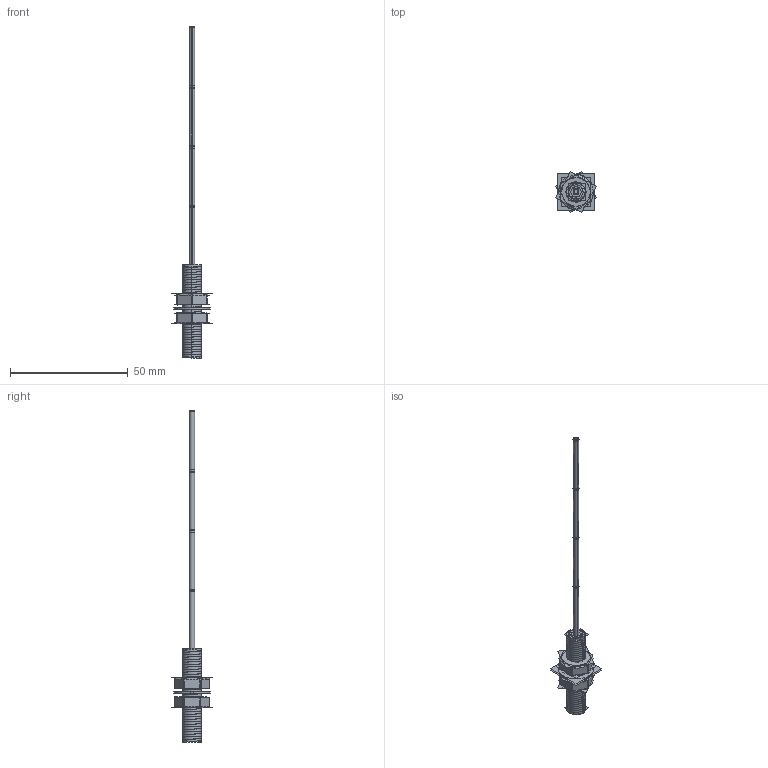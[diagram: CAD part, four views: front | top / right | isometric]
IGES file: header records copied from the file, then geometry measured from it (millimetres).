
Start section:  PTC IGES file: 191574.igs
Global section: file name: 191574.igs; native system: Creo Parametric by Parametric Technology Corporation; preprocessor: 2013230; author: pdmadmin; organization: Unknown; date: 20160216.154402; units: millimetre
Bounding box: 17.23 x 17.23 x 140.95 mm (x, y, z)
Volume: 2249 mm3; surface area: 68024 mm2
Topology: 9 solids, 9 shells, 494 faces, 2620 edges, 3385 vertices
Faces by surface type: revolution 356, bspline 138
